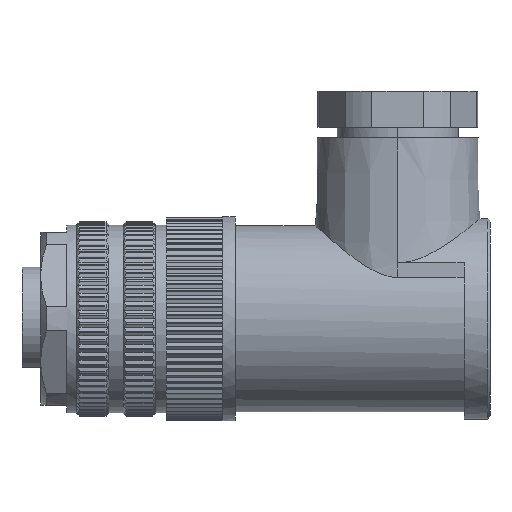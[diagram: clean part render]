
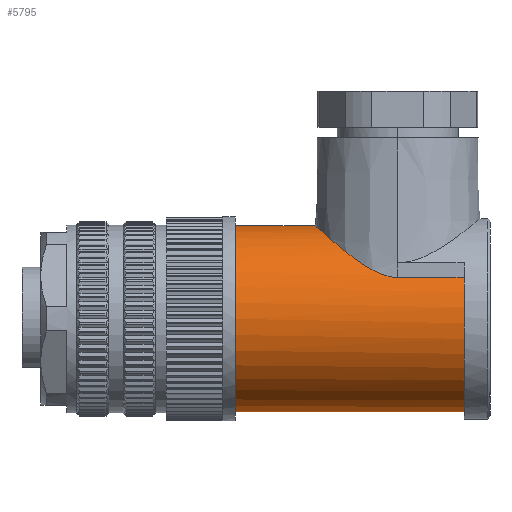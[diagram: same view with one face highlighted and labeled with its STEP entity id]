
A CAD part, front view. The second image highlights one B-rep face of the part: STEP entity #5795.
In plain terms, the highlighted cylindrical face has radius 12.9 mm (diameter 25.8 mm), a partial arc.
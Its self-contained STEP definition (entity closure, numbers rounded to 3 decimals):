
#67 = CARTESIAN_POINT ( 'NONE',  ( 22.335, -8.888, 9.466 ) ) ;
#258 = CARTESIAN_POINT ( 'NONE',  ( 18.359, -0.925, 12.88 ) ) ;
#2151 = EDGE_CURVE ( 'NONE', #23846, #50756, #47250, .T. ) ;
#3578 = ORIENTED_EDGE ( 'NONE', *, *, #50055, .T. ) ;
#3947 = VERTEX_POINT ( 'NONE', #20690 ) ;
#4053 = CARTESIAN_POINT ( 'NONE',  ( 28.138, -11.535, 5.972 ) ) ;
#4228 = CARTESIAN_POINT ( 'NONE',  ( 21.33, -7.884, 10.293 ) ) ;
#4407 = CARTESIAN_POINT ( 'NONE',  ( 18.337, -0.1, 12.9 ) ) ;
#4651 = VECTOR ( 'NONE', #30629, 1000. ) ;
#4944 = CARTESIAN_POINT ( 'NONE',  ( 42.555, -0.1, -12.9 ) ) ;
#5795 = ADVANCED_FACE ( 'NONE', ( #50309 ), #39142, .T. ) ;
#8039 = ORIENTED_EDGE ( 'NONE', *, *, #21724, .T. ) ;
#8221 = CARTESIAN_POINT ( 'NONE',  ( 26.996, -11.306, 6.393 ) ) ;
#8390 = CARTESIAN_POINT ( 'NONE',  ( 20.643, -7.05, 10.874 ) ) ;
#9126 = DIRECTION ( 'NONE',  ( 1., 0., 0. ) ) ;
#9201 = DIRECTION ( 'NONE',  ( 0., 0., -1. ) ) ;
#11119 = AXIS2_PLACEMENT_3D ( 'NONE', #48283, #53161, #9201 ) ;
#11381 = ORIENTED_EDGE ( 'NONE', *, *, #12839, .F. ) ;
#12362 = CARTESIAN_POINT ( 'NONE',  ( 25.944, -10.982, 6.931 ) ) ;
#12538 = CARTESIAN_POINT ( 'NONE',  ( 20.026, -6.139, 11.405 ) ) ;
#12572 = ORIENTED_EDGE ( 'NONE', *, *, #13548, .T. ) ;
#12605 = DIRECTION ( 'NONE',  ( 1., 0., 0. ) ) ;
#12839 = EDGE_CURVE ( 'NONE', #17729, #47058, #53602, .T. ) ;
#13548 = EDGE_CURVE ( 'NONE', #50756, #27814, #26637, .T. ) ;
#13940 = AXIS2_PLACEMENT_3D ( 'NONE', #14208, #14790, #14031 ) ;
#14031 = DIRECTION ( 'NONE',  ( 0., 0., -1. ) ) ;
#14208 = CARTESIAN_POINT ( 'NONE',  ( 42.555, -0.1, 0. ) ) ;
#14790 = DIRECTION ( 'NONE',  ( 1., 0., 0. ) ) ;
#15989 = B_SPLINE_CURVE_WITH_KNOTS ( 'NONE', 3,
 ( #45562, #49783, #28857, #4053, #33077, #8221, #37322, #12362, #41543, #16476, #45748, #20608, #49954, #24820, #67, #29031, #4228, #33255, #8390, #37508, #12538, #41733, #16654, #45929, #20788, #50135, #25014, #258, #29217, #4407 ),
 .UNSPECIFIED., .F., .F.,
 ( 4, 2, 2, 2, 2, 2, 2, 2, 2, 2, 2, 2, 2, 2, 4 ),
 ( 0., 0.001, 0.002, 0.004, 0.005, 0.006, 0.007, 0.01, 0.011, 0.012, 0.013, 0.015, 0.017, 0.018, 0.02 ),
 .UNSPECIFIED. ) ;
#16476 = CARTESIAN_POINT ( 'NONE',  ( 24.953, -10.571, 7.539 ) ) ;
#16654 = CARTESIAN_POINT ( 'NONE',  ( 19.482, -5.14, 11.881 ) ) ;
#17489 = VECTOR ( 'NONE', #9126, 1000. ) ;
#17729 = VERTEX_POINT ( 'NONE', #28854 ) ;
#18834 = VECTOR ( 'NONE', #42967, 1000. ) ;
#19532 = ORIENTED_EDGE ( 'NONE', *, *, #21093, .T. ) ;
#20608 = CARTESIAN_POINT ( 'NONE',  ( 24.027, -10.081, 8.178 ) ) ;
#20690 = CARTESIAN_POINT ( 'NONE',  ( 7.255, -0.1, -12.9 ) ) ;
#20788 = CARTESIAN_POINT ( 'NONE',  ( 18.766, -3.331, 12.515 ) ) ;
#21093 = EDGE_CURVE ( 'NONE', #17729, #3947, #39402, .T. ) ;
#21420 = CARTESIAN_POINT ( 'NONE',  ( 18.337, -0.1, 12.9 ) ) ;
#21724 = EDGE_CURVE ( 'NONE', #27814, #47058, #15989, .T. ) ;
#23846 = VERTEX_POINT ( 'NONE', #25410 ) ;
#24820 = CARTESIAN_POINT ( 'NONE',  ( 22.873, -9.323, 9.038 ) ) ;
#25014 = CARTESIAN_POINT ( 'NONE',  ( 18.446, -1.739, 12.802 ) ) ;
#25410 = CARTESIAN_POINT ( 'NONE',  ( 38.955, -0.1, -12.9 ) ) ;
#26637 = LINE ( 'NONE', #52591, #4651 ) ;
#27814 = VERTEX_POINT ( 'NONE', #34052 ) ;
#28854 = CARTESIAN_POINT ( 'NONE',  ( 7.255, -0.1, 12.9 ) ) ;
#28857 = CARTESIAN_POINT ( 'NONE',  ( 28.933, -11.623, 5.801 ) ) ;
#29031 = CARTESIAN_POINT ( 'NONE',  ( 21.576, -8.147, 10.088 ) ) ;
#29217 = CARTESIAN_POINT ( 'NONE',  ( 18.337, -0.514, 12.9 ) ) ;
#30629 = DIRECTION ( 'NONE',  ( -1., 0., 0. ) ) ;
#33077 = CARTESIAN_POINT ( 'NONE',  ( 27.746, -11.47, 6.097 ) ) ;
#33255 = CARTESIAN_POINT ( 'NONE',  ( 20.864, -7.336, 10.685 ) ) ;
#34052 = CARTESIAN_POINT ( 'NONE',  ( 29.755, -11.646, 5.754 ) ) ;
#37322 = CARTESIAN_POINT ( 'NONE',  ( 26.638, -11.208, 6.563 ) ) ;
#37508 = CARTESIAN_POINT ( 'NONE',  ( 20.223, -6.451, 11.234 ) ) ;
#37570 = CARTESIAN_POINT ( 'NONE',  ( 7.255, -0.1, 0. ) ) ;
#38464 = LINE ( 'NONE', #4944, #17489 ) ;
#39142 = CYLINDRICAL_SURFACE ( 'NONE', #13940, 12.9 ) ;
#39402 = CIRCLE ( 'NONE', #50932, 12.9 ) ;
#40091 = ORIENTED_EDGE ( 'NONE', *, *, #2151, .T. ) ;
#41543 = CARTESIAN_POINT ( 'NONE',  ( 25.608, -10.855, 7.128 ) ) ;
#41733 = CARTESIAN_POINT ( 'NONE',  ( 19.655, -5.484, 11.728 ) ) ;
#41799 = DIRECTION ( 'NONE',  ( 0., 0., -1. ) ) ;
#42040 = CARTESIAN_POINT ( 'NONE',  ( 38.955, -11.646, 5.753 ) ) ;
#42967 = DIRECTION ( 'NONE',  ( 1., 0., 0. ) ) ;
#43127 = EDGE_LOOP ( 'NONE', ( #11381, #19532, #3578, #40091, #12572, #8039 ) ) ;
#43957 = CARTESIAN_POINT ( 'NONE',  ( 42.555, -0.1, 12.9 ) ) ;
#45562 = CARTESIAN_POINT ( 'NONE',  ( 29.755, -11.646, 5.754 ) ) ;
#45748 = CARTESIAN_POINT ( 'NONE',  ( 24.637, -10.416, 7.751 ) ) ;
#45929 = CARTESIAN_POINT ( 'NONE',  ( 19.012, -4.077, 12.295 ) ) ;
#47058 = VERTEX_POINT ( 'NONE', #21420 ) ;
#47250 = CIRCLE ( 'NONE', #11119, 12.9 ) ;
#48283 = CARTESIAN_POINT ( 'NONE',  ( 38.955, -0.1, 0. ) ) ;
#49783 = CARTESIAN_POINT ( 'NONE',  ( 29.339, -11.646, 5.754 ) ) ;
#49954 = CARTESIAN_POINT ( 'NONE',  ( 23.732, -9.901, 8.393 ) ) ;
#50055 = EDGE_CURVE ( 'NONE', #3947, #23846, #38464, .T. ) ;
#50135 = CARTESIAN_POINT ( 'NONE',  ( 18.511, -2.145, 12.743 ) ) ;
#50309 = FACE_OUTER_BOUND ( 'NONE', #43127, .T. ) ;
#50756 = VERTEX_POINT ( 'NONE', #42040 ) ;
#50932 = AXIS2_PLACEMENT_3D ( 'NONE', #37570, #12605, #41799 ) ;
#52591 = CARTESIAN_POINT ( 'NONE',  ( 42.555, -11.646, 5.753 ) ) ;
#53161 = DIRECTION ( 'NONE',  ( -1., 0., 0. ) ) ;
#53602 = LINE ( 'NONE', #43957, #18834 ) ;
